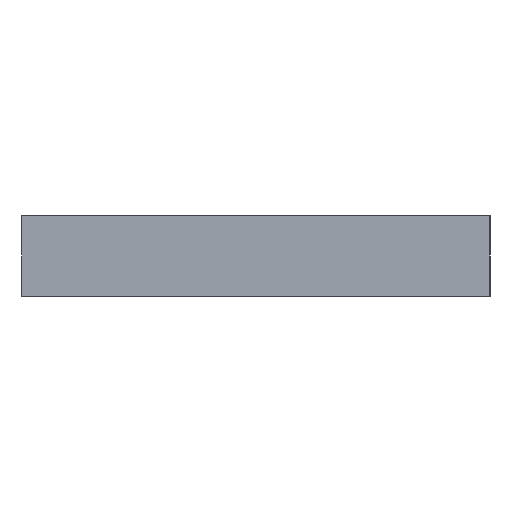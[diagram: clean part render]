
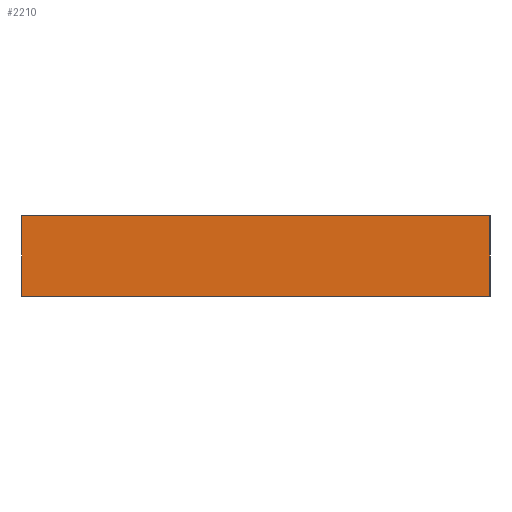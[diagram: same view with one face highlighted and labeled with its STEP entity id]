
A CAD part, left-side view. The second image highlights one B-rep face of the part: STEP entity #2210.
In plain terms, the highlighted planar face has unit normal (-1, 0, 0).
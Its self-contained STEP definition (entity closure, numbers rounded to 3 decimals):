
#381=FACE_OUTER_BOUND('',#547,.T.);
#547=EDGE_LOOP('',(#1985,#1986,#1987,#1988));
#587=LINE('',#3166,#766);
#618=LINE('',#3297,#797);
#751=LINE('',#3753,#930);
#752=LINE('',#3755,#931);
#766=VECTOR('',#2492,10.);
#797=VECTOR('',#2595,10.);
#930=VECTOR('',#3130,10.);
#931=VECTOR('',#3133,10.);
#942=VERTEX_POINT('',#3163);
#943=VERTEX_POINT('',#3165);
#1007=VERTEX_POINT('',#3296);
#1129=VERTEX_POINT('',#3751);
#1143=EDGE_CURVE('',#943,#942,#587,.T.);
#1209=EDGE_CURVE('',#943,#1007,#618,.T.);
#1425=EDGE_CURVE('',#942,#1129,#751,.T.);
#1426=EDGE_CURVE('',#1007,#1129,#752,.T.);
#1985=ORIENTED_EDGE('',*,*,#1143,.T.);
#1986=ORIENTED_EDGE('',*,*,#1425,.T.);
#1987=ORIENTED_EDGE('',*,*,#1426,.F.);
#1988=ORIENTED_EDGE('',*,*,#1209,.F.);
#2085=PLANE('',#2467);
#2210=ADVANCED_FACE('',(#381),#2085,.T.);
#2467=AXIS2_PLACEMENT_3D('',#3754,#3131,#3132);
#2492=DIRECTION('',(0.,-1.,0.));
#2595=DIRECTION('',(0.,0.,1.));
#3130=DIRECTION('',(0.,0.,1.));
#3131=DIRECTION('center_axis',(-1.,0.,0.));
#3132=DIRECTION('ref_axis',(0.,-1.,0.));
#3133=DIRECTION('',(0.,-1.,0.));
#3163=CARTESIAN_POINT('',(-185.,-162.5,5.));
#3165=CARTESIAN_POINT('',(-185.,162.5,5.));
#3166=CARTESIAN_POINT('',(-185.,162.5,5.));
#3296=CARTESIAN_POINT('',(-185.,162.5,61.));
#3297=CARTESIAN_POINT('',(-185.,162.5,5.));
#3751=CARTESIAN_POINT('',(-185.,-162.5,61.));
#3753=CARTESIAN_POINT('',(-185.,-162.5,5.));
#3754=CARTESIAN_POINT('Origin',(-185.,162.5,5.));
#3755=CARTESIAN_POINT('',(-185.,162.5,61.));
